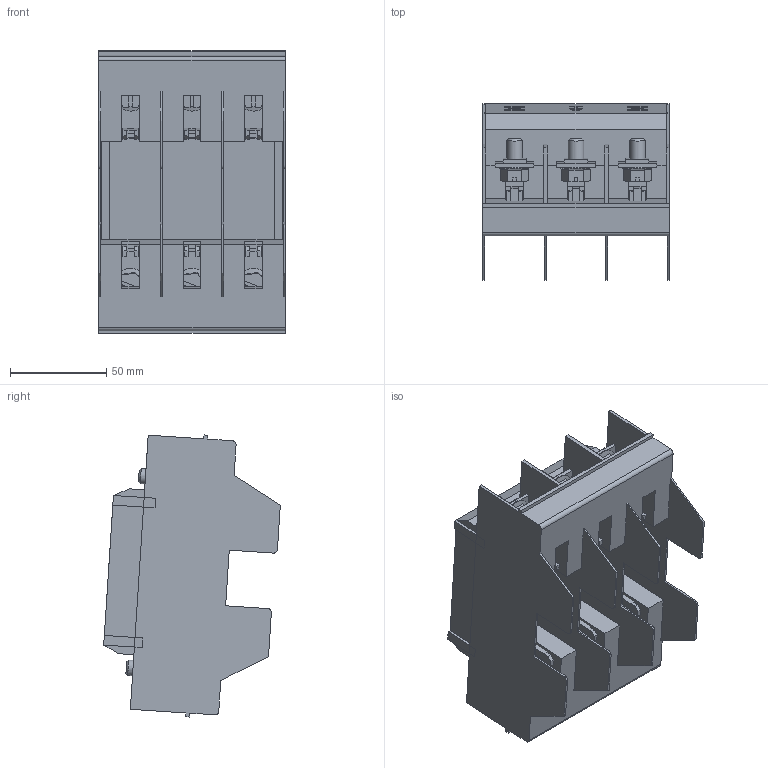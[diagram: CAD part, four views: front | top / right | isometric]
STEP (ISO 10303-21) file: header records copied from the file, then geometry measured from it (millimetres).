
FILE_DESCRIPTION((''),'2;1');
FILE_NAME('03759.stp','2011-09-26T08:26:37',('rauch'),(''),'Autodesk Inventor 2012','Autodesk Inventor 2012','');
FILE_SCHEMA(('AUTOMOTIVE_DESIGN { 1 0 10303 214 1 1 1 1 }'));
Length unit declared in the file: millimetre
Products named in the file (6): 03759000; 78544000; 79366000; 30512000; 80145000; 82066000
Assembly tree (20 placements, depth 2):
  03759000
    78544000
    79366000
    30512000  x6
    80145000  x6
    82066000  x6
Bounding box: 97 x 91.92 x 146.82 mm (x, y, z)
Volume: 350741.5 mm3; surface area: 159043 mm2
Topology: 20 solids, 20 shells, 537 faces, 1475 edges, 978 vertices
Faces by surface type: plane 462, cylinder 45, cone 30
Full cylindrical faces by diameter (mm): 6.5 x5, 6.647 x6, 8 x6, 8.5 x6
Entity records: 8768 total; most frequent: CARTESIAN_POINT 1539, ORIENTED_EDGE 1500, DIRECTION 1362, EDGE_CURVE 750, VECTOR 704, LINE 704, VERTEX_POINT 506, AXIS2_PLACEMENT_3D 329
